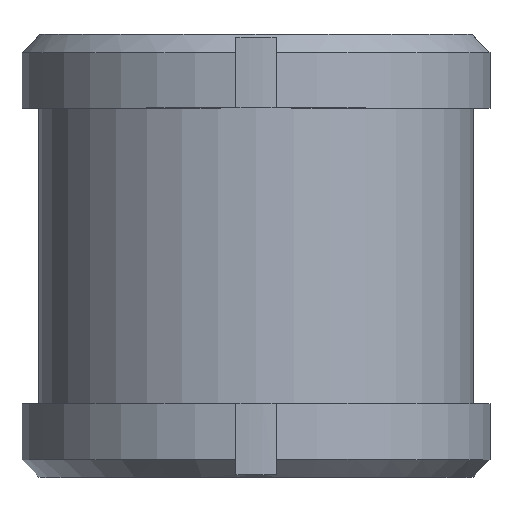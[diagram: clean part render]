
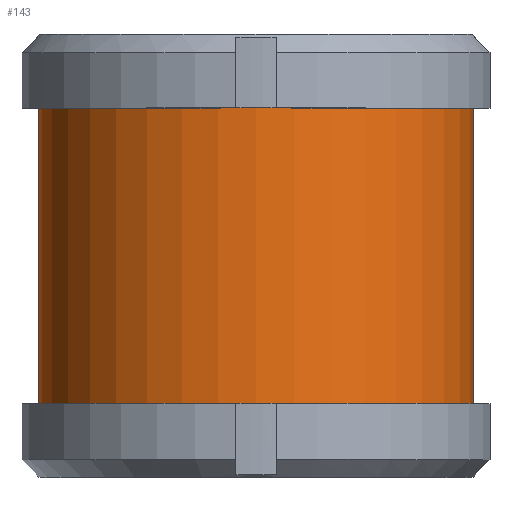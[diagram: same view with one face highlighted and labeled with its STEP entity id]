
A CAD part, top view. The second image highlights one B-rep face of the part: STEP entity #143.
In plain terms, the highlighted cylindrical face has radius 32.375 mm (diameter 64.75 mm), a full revolution.
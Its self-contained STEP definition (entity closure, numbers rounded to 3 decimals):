
#143 = ADVANCED_FACE( '', ( #309, #310 ), #311, .T. );
#309 = FACE_OUTER_BOUND( '', #488, .T. );
#310 = FACE_OUTER_BOUND( '', #489, .T. );
#311 = CYLINDRICAL_SURFACE( '', #490, 32.375 );
#488 = EDGE_LOOP( '', ( #822 ) );
#489 = EDGE_LOOP( '', ( #823 ) );
#490 = AXIS2_PLACEMENT_3D( '', #824, #825, #826 );
#822 = ORIENTED_EDGE( '', *, *, #1024, .T. );
#823 = ORIENTED_EDGE( '', *, *, #1095, .F. );
#824 = CARTESIAN_POINT( '', ( 0., 0., 0. ) );
#825 = DIRECTION( '', ( 0., 1., 0. ) );
#826 = DIRECTION( '', ( 0., 0., -1. ) );
#1024 = EDGE_CURVE( '', #1226, #1226, #1227, .T. );
#1095 = EDGE_CURVE( '', #1329, #1329, #1330, .T. );
#1226 = VERTEX_POINT( '', #1495 );
#1227 = CIRCLE( '', #1496, 32.375 );
#1329 = VERTEX_POINT( '', #1681 );
#1330 = CIRCLE( '', #1682, 32.375 );
#1495 = CARTESIAN_POINT( '', ( 0., 55., -32.375 ) );
#1496 = AXIS2_PLACEMENT_3D( '', #1854, #1855, #1856 );
#1681 = CARTESIAN_POINT( '', ( 0., 11., -32.375 ) );
#1682 = AXIS2_PLACEMENT_3D( '', #1925, #1926, #1927 );
#1854 = CARTESIAN_POINT( '', ( 0., 55., 0. ) );
#1855 = DIRECTION( '', ( 0., -1., 0. ) );
#1856 = DIRECTION( '', ( 0., 0., -1. ) );
#1925 = CARTESIAN_POINT( '', ( 0., 11., 0. ) );
#1926 = DIRECTION( '', ( 0., -1., 0. ) );
#1927 = DIRECTION( '', ( 0., 0., -1. ) );
